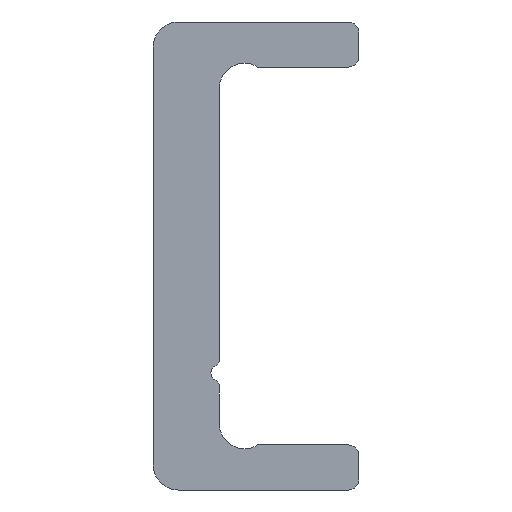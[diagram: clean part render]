
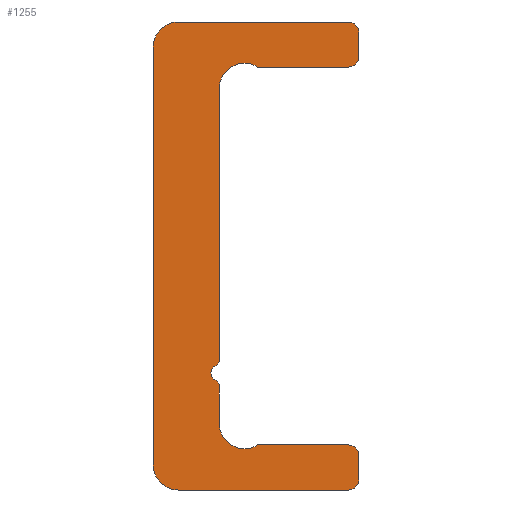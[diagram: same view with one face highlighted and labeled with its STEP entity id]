
A CAD part, left-side view. The second image highlights one B-rep face of the part: STEP entity #1255.
In plain terms, the highlighted planar face has unit normal (-1, 0, 0).
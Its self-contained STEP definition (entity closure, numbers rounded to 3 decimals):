
#560=CARTESIAN_POINT('',(0.0,-6.15,-13.4));
#561=VERTEX_POINT('',#560);
#568=CARTESIAN_POINT('',(0.0,-5.55,-14.));
#569=VERTEX_POINT('',#568);
#570=CARTESIAN_POINT('',(0.0,-5.55,-13.4));
#571=DIRECTION('',(1.0,0.0,0.0));
#572=DIRECTION('',(0.0,-1.0,0.0));
#573=AXIS2_PLACEMENT_3D('',#570,#571,#572);
#574=CIRCLE('',#573,0.6);
#575=EDGE_CURVE('',#561,#569,#574,.T.);
#599=CARTESIAN_POINT('',(0.0,-6.15,-11.9));
#600=VERTEX_POINT('',#599);
#607=CARTESIAN_POINT('',(0.0,-6.15,-11.9));
#608=DIRECTION('',(0.0,0.0,-1.0));
#609=VECTOR('',#608,1.5);
#610=LINE('',#607,#609);
#611=EDGE_CURVE('',#600,#561,#610,.T.);
#631=CARTESIAN_POINT('',(0.0,-5.55,-11.3));
#632=VERTEX_POINT('',#631);
#639=CARTESIAN_POINT('',(0.0,-5.55,-11.9));
#640=DIRECTION('',(1.0,0.0,0.0));
#641=DIRECTION('',(0.0,0.0,1.0));
#642=AXIS2_PLACEMENT_3D('',#639,#640,#641);
#643=CIRCLE('',#642,0.6);
#644=EDGE_CURVE('',#632,#600,#643,.T.);
#663=CARTESIAN_POINT('',(0.0,-0.098,-11.3));
#664=VERTEX_POINT('',#663);
#671=CARTESIAN_POINT('',(0.0,-0.098,-11.3));
#672=DIRECTION('',(0.0,-1.0,0.0));
#673=VECTOR('',#672,5.452);
#674=LINE('',#671,#673);
#675=EDGE_CURVE('',#664,#632,#674,.T.);
#695=CARTESIAN_POINT('',(0.0,2.2,-10.03));
#696=VERTEX_POINT('',#695);
#703=CARTESIAN_POINT('',(0.0,0.7,-10.03));
#704=DIRECTION('',(-1.0,0.0,0.0));
#705=DIRECTION('',(0.0,0.532,0.847));
#706=AXIS2_PLACEMENT_3D('',#703,#704,#705);
#707=CIRCLE('',#706,1.5);
#708=EDGE_CURVE('',#696,#664,#707,.T.);
#727=CARTESIAN_POINT('',(0.0,2.2,-7.707));
#728=VERTEX_POINT('',#727);
#735=CARTESIAN_POINT('',(0.0,2.2,-7.707));
#736=DIRECTION('',(0.0,0.0,-1.0));
#737=VECTOR('',#736,2.323);
#738=LINE('',#735,#737);
#739=EDGE_CURVE('',#728,#696,#738,.T.);
#759=CARTESIAN_POINT('',(0.0,2.367,-7.471));
#760=VERTEX_POINT('',#759);
#767=CARTESIAN_POINT('',(0.0,2.45,-7.707));
#768=DIRECTION('',(1.0,0.0,0.0));
#769=DIRECTION('',(0.0,-0.333,0.943));
#770=AXIS2_PLACEMENT_3D('',#767,#768,#769);
#771=CIRCLE('',#770,0.25);
#772=EDGE_CURVE('',#760,#728,#771,.T.);
#792=CARTESIAN_POINT('',(0.0,2.367,-6.529));
#793=VERTEX_POINT('',#792);
#800=CARTESIAN_POINT('',(0.0,2.2,-7.));
#801=DIRECTION('',(-1.0,0.0,0.0));
#802=DIRECTION('',(0.0,-0.333,0.943));
#803=AXIS2_PLACEMENT_3D('',#800,#801,#802);
#804=CIRCLE('',#803,0.5);
#805=EDGE_CURVE('',#793,#760,#804,.T.);
#825=CARTESIAN_POINT('',(0.0,2.2,-6.293));
#826=VERTEX_POINT('',#825);
#833=CARTESIAN_POINT('',(0.0,2.45,-6.293));
#834=DIRECTION('',(1.0,0.0,0.0));
#835=DIRECTION('',(0.0,-1.0,0.0));
#836=AXIS2_PLACEMENT_3D('',#833,#834,#835);
#837=CIRCLE('',#836,0.25);
#838=EDGE_CURVE('',#826,#793,#837,.T.);
#857=CARTESIAN_POINT('',(0.0,2.2,10.03));
#858=VERTEX_POINT('',#857);
#865=CARTESIAN_POINT('',(0.0,2.2,10.03));
#866=DIRECTION('',(0.0,0.0,-1.0));
#867=VECTOR('',#866,16.323);
#868=LINE('',#865,#867);
#869=EDGE_CURVE('',#858,#826,#868,.T.);
#910=CARTESIAN_POINT('',(0.0,-0.098,11.3));
#911=VERTEX_POINT('',#910);
#918=CARTESIAN_POINT('',(0.0,0.7,10.03));
#919=DIRECTION('',(-1.0,0.0,0.0));
#920=DIRECTION('',(0.0,-1.0,0.0));
#921=AXIS2_PLACEMENT_3D('',#918,#919,#920);
#922=CIRCLE('',#921,1.5);
#923=EDGE_CURVE('',#911,#858,#922,.T.);
#942=CARTESIAN_POINT('',(0.0,-5.55,11.3));
#943=VERTEX_POINT('',#942);
#950=CARTESIAN_POINT('',(0.0,-5.55,11.3));
#951=DIRECTION('',(0.0,1.0,0.0));
#952=VECTOR('',#951,5.452);
#953=LINE('',#950,#952);
#954=EDGE_CURVE('',#943,#911,#953,.T.);
#974=CARTESIAN_POINT('',(0.0,-6.15,11.9));
#975=VERTEX_POINT('',#974);
#982=CARTESIAN_POINT('',(0.0,-5.55,11.9));
#983=DIRECTION('',(1.0,0.0,0.0));
#984=DIRECTION('',(0.0,-1.0,0.0));
#985=AXIS2_PLACEMENT_3D('',#982,#983,#984);
#986=CIRCLE('',#985,0.6);
#987=EDGE_CURVE('',#975,#943,#986,.T.);
#1006=CARTESIAN_POINT('',(0.0,-6.15,13.4));
#1007=VERTEX_POINT('',#1006);
#1014=CARTESIAN_POINT('',(0.0,-6.15,13.4));
#1015=DIRECTION('',(0.0,0.0,-1.0));
#1016=VECTOR('',#1015,1.5);
#1017=LINE('',#1014,#1016);
#1018=EDGE_CURVE('',#1007,#975,#1017,.T.);
#1038=CARTESIAN_POINT('',(0.0,-5.55,14.));
#1039=VERTEX_POINT('',#1038);
#1046=CARTESIAN_POINT('',(0.0,-5.55,13.4));
#1047=DIRECTION('',(1.0,0.0,0.0));
#1048=DIRECTION('',(0.0,0.0,1.0));
#1049=AXIS2_PLACEMENT_3D('',#1046,#1047,#1048);
#1050=CIRCLE('',#1049,0.6);
#1051=EDGE_CURVE('',#1039,#1007,#1050,.T.);
#1070=CARTESIAN_POINT('',(0.0,4.65,14.));
#1071=VERTEX_POINT('',#1070);
#1078=CARTESIAN_POINT('',(0.0,4.65,14.));
#1079=DIRECTION('',(0.0,-1.0,0.0));
#1080=VECTOR('',#1079,10.2);
#1081=LINE('',#1078,#1080);
#1082=EDGE_CURVE('',#1071,#1039,#1081,.T.);
#1102=CARTESIAN_POINT('',(0.0,6.15,12.5));
#1103=VERTEX_POINT('',#1102);
#1110=CARTESIAN_POINT('',(0.0,4.65,12.5));
#1111=DIRECTION('',(1.0,0.0,0.0));
#1112=DIRECTION('',(0.0,1.0,0.0));
#1113=AXIS2_PLACEMENT_3D('',#1110,#1111,#1112);
#1114=CIRCLE('',#1113,1.5);
#1115=EDGE_CURVE('',#1103,#1071,#1114,.T.);
#1134=CARTESIAN_POINT('',(0.0,6.15,-12.5));
#1135=VERTEX_POINT('',#1134);
#1142=CARTESIAN_POINT('',(0.0,6.15,-12.5));
#1143=DIRECTION('',(0.0,0.0,1.0));
#1144=VECTOR('',#1143,25.);
#1145=LINE('',#1142,#1144);
#1146=EDGE_CURVE('',#1135,#1103,#1145,.T.);
#1187=CARTESIAN_POINT('',(0.0,4.65,-14.));
#1188=VERTEX_POINT('',#1187);
#1195=CARTESIAN_POINT('',(0.0,4.65,-12.5));
#1196=DIRECTION('',(1.0,0.0,0.0));
#1197=DIRECTION('',(0.0,0.0,-1.0));
#1198=AXIS2_PLACEMENT_3D('',#1195,#1196,#1197);
#1199=CIRCLE('',#1198,1.5);
#1200=EDGE_CURVE('',#1188,#1135,#1199,.T.);
#1218=CARTESIAN_POINT('',(0.0,-5.55,-14.));
#1219=DIRECTION('',(0.0,1.0,0.0));
#1220=VECTOR('',#1219,10.2);
#1221=LINE('',#1218,#1220);
#1222=EDGE_CURVE('',#569,#1188,#1221,.T.);
#1228=CARTESIAN_POINT('',(0.0,1.616,-0.032));
#1229=DIRECTION('',(1.0,0.0,0.0));
#1230=DIRECTION('',(0.0,0.0,-1.0));
#1231=AXIS2_PLACEMENT_3D('',#1228,#1229,#1230);
#1232=PLANE('',#1231);
#1233=ORIENTED_EDGE('',*,*,#1222,.F.);
#1234=ORIENTED_EDGE('',*,*,#575,.F.);
#1235=ORIENTED_EDGE('',*,*,#611,.F.);
#1236=ORIENTED_EDGE('',*,*,#644,.F.);
#1237=ORIENTED_EDGE('',*,*,#675,.F.);
#1238=ORIENTED_EDGE('',*,*,#708,.F.);
#1239=ORIENTED_EDGE('',*,*,#739,.F.);
#1240=ORIENTED_EDGE('',*,*,#772,.F.);
#1241=ORIENTED_EDGE('',*,*,#805,.F.);
#1242=ORIENTED_EDGE('',*,*,#838,.F.);
#1243=ORIENTED_EDGE('',*,*,#869,.F.);
#1244=ORIENTED_EDGE('',*,*,#923,.F.);
#1245=ORIENTED_EDGE('',*,*,#954,.F.);
#1246=ORIENTED_EDGE('',*,*,#987,.F.);
#1247=ORIENTED_EDGE('',*,*,#1018,.F.);
#1248=ORIENTED_EDGE('',*,*,#1051,.F.);
#1249=ORIENTED_EDGE('',*,*,#1082,.F.);
#1250=ORIENTED_EDGE('',*,*,#1115,.F.);
#1251=ORIENTED_EDGE('',*,*,#1146,.F.);
#1252=ORIENTED_EDGE('',*,*,#1200,.F.);
#1253=EDGE_LOOP('',(#1233,#1234,#1235,#1236,#1237,#1238,#1239,#1240,#1241,#1242,#1243,#1244,#1245,#1246,#1247,#1248,#1249,#1250,#1251,#1252));
#1254=FACE_OUTER_BOUND('',#1253,.T.);
#1255=ADVANCED_FACE('',(#1254),#1232,.F.);
